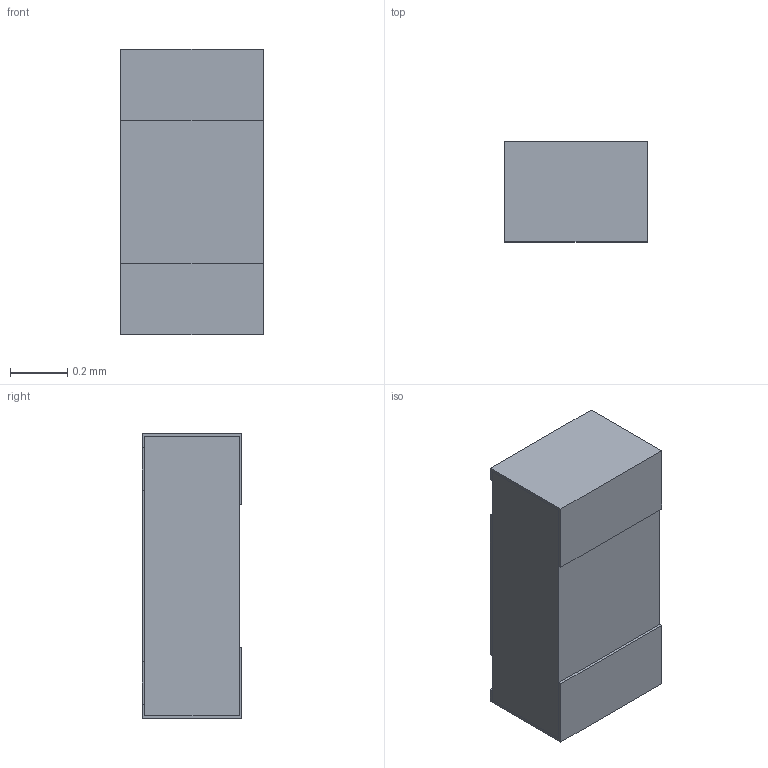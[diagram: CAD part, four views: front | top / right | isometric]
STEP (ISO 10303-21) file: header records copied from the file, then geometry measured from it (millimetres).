
FILE_DESCRIPTION (( 'STEP AP214' ), '1' );
FILE_NAME ('R0402.STEP', '2019-05-10T06:49:20', ( '' ), ( '' ), 'SwSTEP 2.0', 'SolidWorks 2018', '' );
FILE_SCHEMA (( 'AUTOMOTIVE_DESIGN' ));
Length unit declared in the file: millimetre
Products named in the file (2): R0402; R0402_0402
Assembly tree (1 placements, depth 2):
  R0402
    R0402_0402
Bounding box: 0.5 x 0.35 x 1 mm (x, y, z)
Volume: 0.2 mm3; surface area: 4.2 mm2
Topology: 4 solids, 4 shells, 115 faces, 294 edges, 196 vertices
Faces by surface type: plane 78, bspline 37
Entity records: 6091 total; most frequent: CARTESIAN_POINT 2974, ORIENTED_EDGE 588, DIRECTION 384, EDGE_CURVE 294, VECTOR 220, LINE 220, VERTEX_POINT 196, EDGE_LOOP 124
